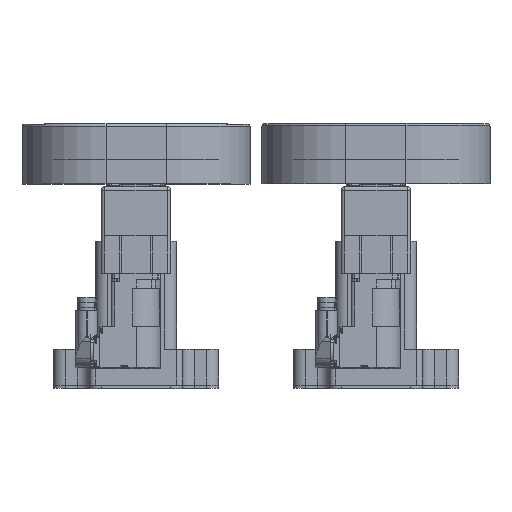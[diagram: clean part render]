
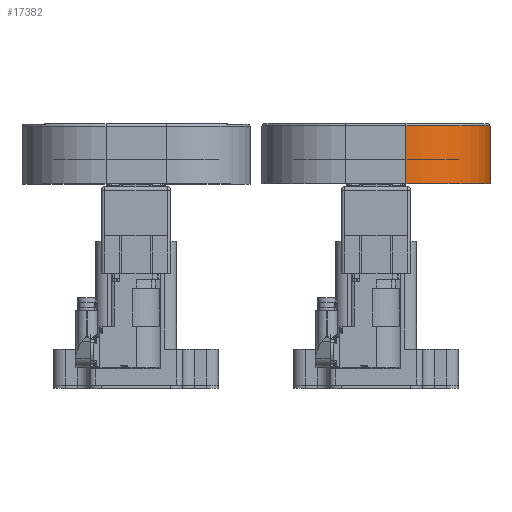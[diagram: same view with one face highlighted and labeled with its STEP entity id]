
A CAD part, top view. The second image highlights one B-rep face of the part: STEP entity #17382.
In plain terms, the highlighted cylindrical face has radius 70 mm (diameter 140 mm), a partial arc.
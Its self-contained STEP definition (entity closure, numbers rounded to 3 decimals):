
#2304=FACE_OUTER_BOUND('',#3358,.T.);
#3358=EDGE_LOOP('',(#15809,#15810,#15811,#15812));
#4790=LINE('',#35811,#6228);
#4793=LINE('',#35817,#6231);
#6228=VECTOR('',#23721,10.);
#6231=VECTOR('',#23726,10.);
#6995=CIRCLE('',#19155,70.);
#6996=CIRCLE('',#19158,70.);
#8606=VERTEX_POINT('',#35798);
#8608=VERTEX_POINT('',#35804);
#8610=VERTEX_POINT('',#35810);
#8612=VERTEX_POINT('',#35816);
#11029=EDGE_CURVE('',#8606,#8608,#6995,.T.);
#11030=EDGE_CURVE('',#8610,#8608,#4790,.T.);
#11033=EDGE_CURVE('',#8612,#8606,#4793,.T.);
#11034=EDGE_CURVE('',#8610,#8612,#6996,.T.);
#15809=ORIENTED_EDGE('',*,*,#11029,.F.);
#15810=ORIENTED_EDGE('',*,*,#11033,.F.);
#15811=ORIENTED_EDGE('',*,*,#11034,.F.);
#15812=ORIENTED_EDGE('',*,*,#11030,.T.);
#16486=CYLINDRICAL_SURFACE('',#19157,70.);
#17382=ADVANCED_FACE('',(#2304),#16486,.T.);
#19155=AXIS2_PLACEMENT_3D('',#35808,#23717,#23718);
#19157=AXIS2_PLACEMENT_3D('',#35815,#23724,#23725);
#19158=AXIS2_PLACEMENT_3D('',#35818,#23727,#23728);
#23717=DIRECTION('center_axis',(0.,0.,1.));
#23718=DIRECTION('ref_axis',(0.707,-0.707,0.));
#23721=DIRECTION('',(0.,0.,1.));
#23724=DIRECTION('center_axis',(0.,0.,-1.));
#23725=DIRECTION('ref_axis',(0.,1.,0.));
#23726=DIRECTION('',(0.,0.,1.));
#23727=DIRECTION('center_axis',(0.,0.,-1.));
#23728=DIRECTION('ref_axis',(0.,1.,0.));
#35798=CARTESIAN_POINT('',(2.,-88.,48.));
#35804=CARTESIAN_POINT('',(72.,-18.,48.));
#35808=CARTESIAN_POINT('Origin',(2.,-18.,48.));
#35810=CARTESIAN_POINT('',(72.,-18.,0.));
#35811=CARTESIAN_POINT('',(72.,-18.,25.));
#35815=CARTESIAN_POINT('Origin',(2.,-18.,50.));
#35816=CARTESIAN_POINT('',(2.,-88.,0.));
#35817=CARTESIAN_POINT('',(2.,-88.,50.));
#35818=CARTESIAN_POINT('Origin',(2.,-18.,0.));
